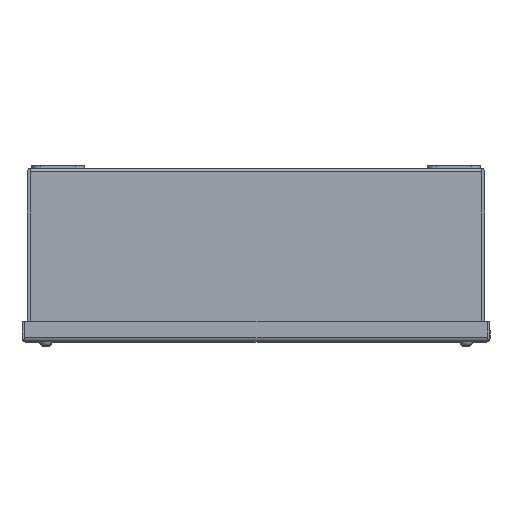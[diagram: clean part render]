
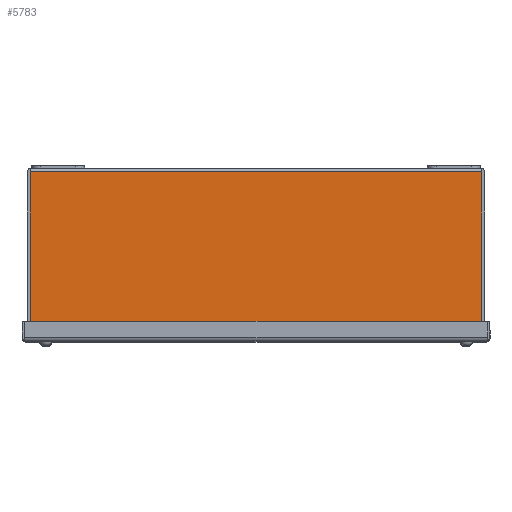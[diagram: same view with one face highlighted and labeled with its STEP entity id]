
A CAD part, top view. The second image highlights one B-rep face of the part: STEP entity #5783.
In plain terms, the highlighted planar face has unit normal (0, 0, 1).
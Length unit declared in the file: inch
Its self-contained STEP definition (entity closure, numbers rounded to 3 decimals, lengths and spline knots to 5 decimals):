
#3785 = EDGE_CURVE ( 'NONE', #18267, #11645, #27379, .T. ) ;
#4480 = ORIENTED_EDGE ( 'NONE', *, *, #3785, .F. ) ;
#4532 = DIRECTION ( 'NONE',  ( -1., 0., 0. ) ) ;
#5088 = CARTESIAN_POINT ( 'NONE',  ( -6.42721, -0.108, 7. ) ) ;
#5343 = ORIENTED_EDGE ( 'NONE', *, *, #11828, .F. ) ;
#5783 = ADVANCED_FACE ( 'NONE', ( #34775 ), #20927, .F. ) ;
#6474 = DIRECTION ( 'NONE',  ( -1., 0., 0. ) ) ;
#7275 = DIRECTION ( 'NONE',  ( 0., -1., 0. ) ) ;
#7538 = AXIS2_PLACEMENT_3D ( 'NONE', #34234, #32044, #4532 ) ;
#9267 = VECTOR ( 'NONE', #30290, 39.37008 ) ;
#9567 = EDGE_LOOP ( 'NONE', ( #24009, #4480, #5343, #12747 ) ) ;
#9718 = CARTESIAN_POINT ( 'NONE',  ( -6.42721, -4.642, 7. ) ) ;
#10636 = CARTESIAN_POINT ( 'NONE',  ( 6.42721, 39.37008, 7. ) ) ;
#11645 = VERTEX_POINT ( 'NONE', #17707 ) ;
#11828 = EDGE_CURVE ( 'NONE', #26980, #18267, #12775, .T. ) ;
#12747 = ORIENTED_EDGE ( 'NONE', *, *, #33780, .T. ) ;
#12775 = LINE ( 'NONE', #21323, #21701 ) ;
#13502 = VERTEX_POINT ( 'NONE', #9718 ) ;
#17707 = CARTESIAN_POINT ( 'NONE',  ( 6.42721, -4.642, 7. ) ) ;
#18267 = VERTEX_POINT ( 'NONE', #20132 ) ;
#20078 = LINE ( 'NONE', #29310, #25478 ) ;
#20120 = CARTESIAN_POINT ( 'NONE',  ( 44.906, -4.642, 7. ) ) ;
#20132 = CARTESIAN_POINT ( 'NONE',  ( 6.42721, -0.108, 7. ) ) ;
#20494 = LINE ( 'NONE', #20120, #30712 ) ;
#20927 = PLANE ( 'NONE',  #7538 ) ;
#21323 = CARTESIAN_POINT ( 'NONE',  ( -6.392, -0.108, 7. ) ) ;
#21701 = VECTOR ( 'NONE', #29521, 39.37008 ) ;
#24009 = ORIENTED_EDGE ( 'NONE', *, *, #33371, .F. ) ;
#25478 = VECTOR ( 'NONE', #7275, 39.37008 ) ;
#26980 = VERTEX_POINT ( 'NONE', #5088 ) ;
#27379 = LINE ( 'NONE', #10636, #9267 ) ;
#29310 = CARTESIAN_POINT ( 'NONE',  ( -6.42721, 39.37008, 7. ) ) ;
#29521 = DIRECTION ( 'NONE',  ( 1., 0., 0. ) ) ;
#30290 = DIRECTION ( 'NONE',  ( 0., -1., 0. ) ) ;
#30712 = VECTOR ( 'NONE', #6474, 39.37008 ) ;
#32044 = DIRECTION ( 'NONE',  ( 0., 0., -1. ) ) ;
#33371 = EDGE_CURVE ( 'NONE', #11645, #13502, #20494, .T. ) ;
#33780 = EDGE_CURVE ( 'NONE', #26980, #13502, #20078, .T. ) ;
#34234 = CARTESIAN_POINT ( 'NONE',  ( 44.906, 0., 7. ) ) ;
#34775 = FACE_OUTER_BOUND ( 'NONE', #9567, .T. ) ;
